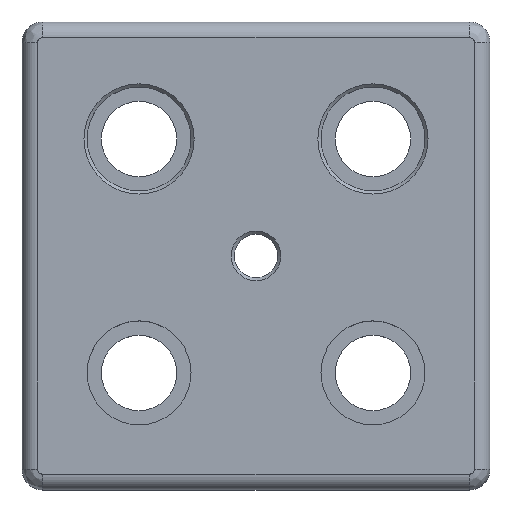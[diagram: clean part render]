
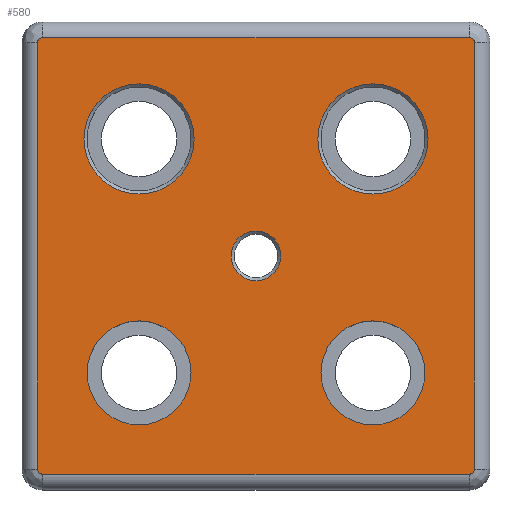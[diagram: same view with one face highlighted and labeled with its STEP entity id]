
A CAD part, top view. The second image highlights one B-rep face of the part: STEP entity #580.
In plain terms, the highlighted planar face has unit normal (0, 0, 1).
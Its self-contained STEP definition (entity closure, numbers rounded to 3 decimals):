
#36=FACE_BOUND('',#96,.T.);
#37=FACE_BOUND('',#97,.T.);
#38=FACE_BOUND('',#98,.T.);
#39=FACE_BOUND('',#99,.T.);
#40=FACE_BOUND('',#100,.T.);
#50=PLANE('',#637);
#61=FACE_OUTER_BOUND('',#95,.T.);
#95=EDGE_LOOP('',(#409,#410,#411,#412,#413,#414,#415,#416));
#96=EDGE_LOOP('',(#417));
#97=EDGE_LOOP('',(#418,#419));
#98=EDGE_LOOP('',(#420,#421));
#99=EDGE_LOOP('',(#422));
#100=EDGE_LOOP('',(#423));
#143=LINE('',#933,#175);
#144=LINE('',#937,#176);
#145=LINE('',#941,#177);
#146=LINE('',#944,#178);
#175=VECTOR('',#732,10.);
#176=VECTOR('',#735,10.);
#177=VECTOR('',#738,10.);
#178=VECTOR('',#741,10.);
#206=CIRCLE('',#634,10.6);
#209=CIRCLE('',#638,1.);
#210=CIRCLE('',#639,1.);
#211=CIRCLE('',#640,1.);
#212=CIRCLE('',#641,1.);
#213=CIRCLE('',#642,4.788);
#214=CIRCLE('',#643,10.);
#215=CIRCLE('',#644,10.);
#216=CIRCLE('',#645,10.);
#217=CIRCLE('',#646,10.);
#218=CIRCLE('',#647,10.6);
#260=VERTEX_POINT('',#921);
#263=VERTEX_POINT('',#929);
#264=VERTEX_POINT('',#930);
#265=VERTEX_POINT('',#932);
#266=VERTEX_POINT('',#934);
#267=VERTEX_POINT('',#936);
#268=VERTEX_POINT('',#938);
#269=VERTEX_POINT('',#940);
#270=VERTEX_POINT('',#942);
#271=VERTEX_POINT('',#945);
#272=VERTEX_POINT('',#947);
#273=VERTEX_POINT('',#948);
#274=VERTEX_POINT('',#951);
#275=VERTEX_POINT('',#952);
#276=VERTEX_POINT('',#955);
#318=EDGE_CURVE('',#260,#260,#206,.T.);
#322=EDGE_CURVE('',#263,#264,#209,.T.);
#323=EDGE_CURVE('',#265,#263,#143,.T.);
#324=EDGE_CURVE('',#266,#265,#210,.T.);
#325=EDGE_CURVE('',#267,#266,#144,.T.);
#326=EDGE_CURVE('',#268,#267,#211,.T.);
#327=EDGE_CURVE('',#269,#268,#145,.T.);
#328=EDGE_CURVE('',#270,#269,#212,.T.);
#329=EDGE_CURVE('',#264,#270,#146,.T.);
#330=EDGE_CURVE('',#271,#271,#213,.T.);
#331=EDGE_CURVE('',#272,#273,#214,.T.);
#332=EDGE_CURVE('',#273,#272,#215,.T.);
#333=EDGE_CURVE('',#274,#275,#216,.T.);
#334=EDGE_CURVE('',#275,#274,#217,.T.);
#335=EDGE_CURVE('',#276,#276,#218,.T.);
#409=ORIENTED_EDGE('',*,*,#322,.F.);
#410=ORIENTED_EDGE('',*,*,#323,.F.);
#411=ORIENTED_EDGE('',*,*,#324,.F.);
#412=ORIENTED_EDGE('',*,*,#325,.F.);
#413=ORIENTED_EDGE('',*,*,#326,.F.);
#414=ORIENTED_EDGE('',*,*,#327,.F.);
#415=ORIENTED_EDGE('',*,*,#328,.F.);
#416=ORIENTED_EDGE('',*,*,#329,.F.);
#417=ORIENTED_EDGE('',*,*,#330,.F.);
#418=ORIENTED_EDGE('',*,*,#331,.T.);
#419=ORIENTED_EDGE('',*,*,#332,.T.);
#420=ORIENTED_EDGE('',*,*,#333,.T.);
#421=ORIENTED_EDGE('',*,*,#334,.T.);
#422=ORIENTED_EDGE('',*,*,#335,.F.);
#423=ORIENTED_EDGE('',*,*,#318,.F.);
#580=ADVANCED_FACE('',(#61,#36,#37,#38,#39,#40),#50,.T.);
#634=AXIS2_PLACEMENT_3D('',#922,#721,#722);
#637=AXIS2_PLACEMENT_3D('',#928,#728,#729);
#638=AXIS2_PLACEMENT_3D('',#931,#730,#731);
#639=AXIS2_PLACEMENT_3D('',#935,#733,#734);
#640=AXIS2_PLACEMENT_3D('',#939,#736,#737);
#641=AXIS2_PLACEMENT_3D('',#943,#739,#740);
#642=AXIS2_PLACEMENT_3D('',#946,#742,#743);
#643=AXIS2_PLACEMENT_3D('',#949,#744,#745);
#644=AXIS2_PLACEMENT_3D('',#950,#746,#747);
#645=AXIS2_PLACEMENT_3D('',#953,#748,#749);
#646=AXIS2_PLACEMENT_3D('',#954,#750,#751);
#647=AXIS2_PLACEMENT_3D('',#956,#752,#753);
#721=DIRECTION('center_axis',(0.,0.,1.));
#722=DIRECTION('ref_axis',(-1.,0.,0.));
#728=DIRECTION('center_axis',(0.,0.,1.));
#729=DIRECTION('ref_axis',(1.,0.,0.));
#730=DIRECTION('center_axis',(0.,0.,-1.));
#731=DIRECTION('ref_axis',(-0.707,0.707,0.));
#732=DIRECTION('',(0.,1.,0.));
#733=DIRECTION('center_axis',(0.,0.,-1.));
#734=DIRECTION('ref_axis',(-0.707,-0.707,0.));
#735=DIRECTION('',(-1.,0.,0.));
#736=DIRECTION('center_axis',(0.,0.,-1.));
#737=DIRECTION('ref_axis',(0.707,-0.707,0.));
#738=DIRECTION('',(0.,-1.,0.));
#739=DIRECTION('center_axis',(0.,0.,-1.));
#740=DIRECTION('ref_axis',(0.707,0.707,0.));
#741=DIRECTION('',(1.,0.,0.));
#742=DIRECTION('center_axis',(0.,0.,1.));
#743=DIRECTION('ref_axis',(-1.,0.,0.));
#744=DIRECTION('center_axis',(0.,0.,-1.));
#745=DIRECTION('ref_axis',(1.,0.,0.));
#746=DIRECTION('center_axis',(0.,0.,-1.));
#747=DIRECTION('ref_axis',(1.,0.,0.));
#748=DIRECTION('center_axis',(0.,0.,-1.));
#749=DIRECTION('ref_axis',(1.,0.,0.));
#750=DIRECTION('center_axis',(0.,0.,-1.));
#751=DIRECTION('ref_axis',(1.,0.,0.));
#752=DIRECTION('center_axis',(0.,0.,1.));
#753=DIRECTION('ref_axis',(-1.,0.,0.));
#921=CARTESIAN_POINT('',(33.1,22.5,16.));
#922=CARTESIAN_POINT('Origin',(22.5,22.5,16.));
#928=CARTESIAN_POINT('Origin',(0.,0.,16.));
#929=CARTESIAN_POINT('',(-42.,41.,16.));
#930=CARTESIAN_POINT('',(-41.,42.,16.));
#931=CARTESIAN_POINT('Origin',(-41.,41.,16.));
#932=CARTESIAN_POINT('',(-42.,-41.,16.));
#933=CARTESIAN_POINT('',(-42.,22.5,16.));
#934=CARTESIAN_POINT('',(-41.,-42.,16.));
#935=CARTESIAN_POINT('Origin',(-41.,-41.,16.));
#936=CARTESIAN_POINT('',(41.,-42.,16.));
#937=CARTESIAN_POINT('',(-22.5,-42.,16.));
#938=CARTESIAN_POINT('',(42.,-41.,16.));
#939=CARTESIAN_POINT('Origin',(41.,-41.,16.));
#940=CARTESIAN_POINT('',(42.,41.,16.));
#941=CARTESIAN_POINT('',(42.,-22.5,16.));
#942=CARTESIAN_POINT('',(41.,42.,16.));
#943=CARTESIAN_POINT('Origin',(41.,41.,16.));
#944=CARTESIAN_POINT('',(22.5,42.,16.));
#945=CARTESIAN_POINT('',(4.788,0.,16.));
#946=CARTESIAN_POINT('Origin',(0.,0.,16.));
#947=CARTESIAN_POINT('',(32.5,-22.5,16.));
#948=CARTESIAN_POINT('',(12.5,-22.5,16.));
#949=CARTESIAN_POINT('Origin',(22.5,-22.5,16.));
#950=CARTESIAN_POINT('Origin',(22.5,-22.5,16.));
#951=CARTESIAN_POINT('',(-12.5,-22.5,16.));
#952=CARTESIAN_POINT('',(-32.5,-22.5,16.));
#953=CARTESIAN_POINT('Origin',(-22.5,-22.5,16.));
#954=CARTESIAN_POINT('Origin',(-22.5,-22.5,16.));
#955=CARTESIAN_POINT('',(-11.9,22.5,16.));
#956=CARTESIAN_POINT('Origin',(-22.5,22.5,16.));
